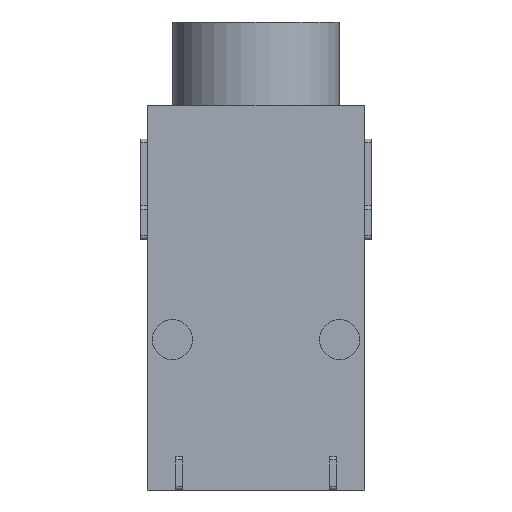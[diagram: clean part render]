
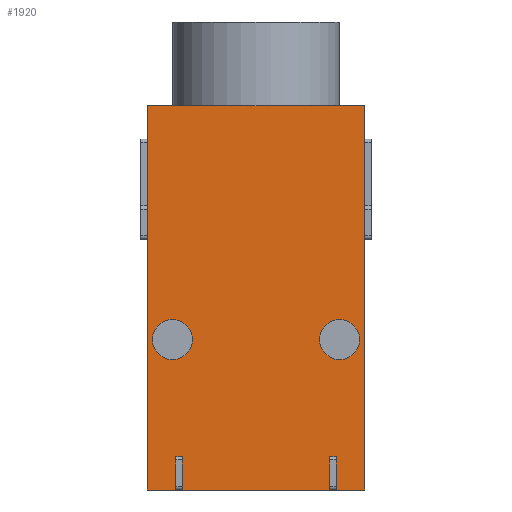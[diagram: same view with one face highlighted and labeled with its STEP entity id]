
A CAD part, front view. The second image highlights one B-rep face of the part: STEP entity #1920.
In plain terms, the highlighted planar face has unit normal (0, -1, 0).
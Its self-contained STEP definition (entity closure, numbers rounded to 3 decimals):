
#7 = AXIS2_PLACEMENT_3D ( 'NONE', #1413, #265, #1765 ) ;
#12 = CARTESIAN_POINT ( 'NONE',  ( 3.25, -5., -5.75 ) ) ;
#81 = CARTESIAN_POINT ( 'NONE',  ( 2.5, -5., -1.25 ) ) ;
#86 = VERTEX_POINT ( 'NONE', #1875 ) ;
#111 = CARTESIAN_POINT ( 'NONE',  ( 3.25, -5., 5.75 ) ) ;
#136 = ORIENTED_EDGE ( 'NONE', *, *, #2404, .T. ) ;
#155 = ORIENTED_EDGE ( 'NONE', *, *, #1305, .F. ) ;
#249 = LINE ( 'NONE', #2162, #2158 ) ;
#255 = DIRECTION ( 'NONE',  ( 0., 1., 0. ) ) ;
#265 = DIRECTION ( 'NONE',  ( 0., 1., 0. ) ) ;
#318 = CARTESIAN_POINT ( 'NONE',  ( 3.25, -5., -5.75 ) ) ;
#399 = VERTEX_POINT ( 'NONE', #2336 ) ;
#458 = DIRECTION ( 'NONE',  ( 0., 0., 1. ) ) ;
#461 = ORIENTED_EDGE ( 'NONE', *, *, #1296, .T. ) ;
#506 = PLANE ( 'NONE',  #1338 ) ;
#525 = DIRECTION ( 'NONE',  ( 1., 0., 0. ) ) ;
#562 = ORIENTED_EDGE ( 'NONE', *, *, #1342, .F. ) ;
#573 = VECTOR ( 'NONE', #525, 1000. ) ;
#576 = VECTOR ( 'NONE', #704, 1000. ) ;
#586 = LINE ( 'NONE', #12, #812 ) ;
#696 = CARTESIAN_POINT ( 'NONE',  ( -2.5, -5., -1.25 ) ) ;
#704 = DIRECTION ( 'NONE',  ( 0., 0., 1. ) ) ;
#715 = VERTEX_POINT ( 'NONE', #1260 ) ;
#812 = VECTOR ( 'NONE', #1116, 1000. ) ;
#815 = CARTESIAN_POINT ( 'NONE',  ( -2.5, -5., -1.25 ) ) ;
#819 = DIRECTION ( 'NONE',  ( 1., 0., 0. ) ) ;
#832 = CIRCLE ( 'NONE', #2187, 0.6 ) ;
#854 = EDGE_CURVE ( 'NONE', #399, #864, #249, .T. ) ;
#864 = VERTEX_POINT ( 'NONE', #998 ) ;
#896 = EDGE_CURVE ( 'NONE', #715, #1642, #2281, .T. ) ;
#904 = DIRECTION ( 'NONE',  ( 0., 0., -1. ) ) ;
#917 = VERTEX_POINT ( 'NONE', #974 ) ;
#938 = FACE_BOUND ( 'NONE', #1261, .T. ) ;
#971 = EDGE_CURVE ( 'NONE', #864, #1273, #1106, .T. ) ;
#974 = CARTESIAN_POINT ( 'NONE',  ( -2.5, -5., -0.65 ) ) ;
#998 = CARTESIAN_POINT ( 'NONE',  ( 0., -5., 5.75 ) ) ;
#1050 = EDGE_LOOP ( 'NONE', ( #136, #1460 ) ) ;
#1106 = LINE ( 'NONE', #111, #573 ) ;
#1116 = DIRECTION ( 'NONE',  ( -1., 0., 0. ) ) ;
#1185 = EDGE_CURVE ( 'NONE', #1524, #86, #586, .T. ) ;
#1260 = CARTESIAN_POINT ( 'NONE',  ( 2.5, -5., -1.85 ) ) ;
#1261 = EDGE_LOOP ( 'NONE', ( #1582, #461 ) ) ;
#1273 = VERTEX_POINT ( 'NONE', #1790 ) ;
#1287 = AXIS2_PLACEMENT_3D ( 'NONE', #81, #2114, #458 ) ;
#1296 = EDGE_CURVE ( 'NONE', #1430, #917, #2400, .T. ) ;
#1305 = EDGE_CURVE ( 'NONE', #1273, #1524, #2017, .T. ) ;
#1315 = CARTESIAN_POINT ( 'NONE',  ( -2.5, -5., -1.85 ) ) ;
#1338 = AXIS2_PLACEMENT_3D ( 'NONE', #2218, #1480, #904 ) ;
#1342 = EDGE_CURVE ( 'NONE', #86, #399, #1639, .T. ) ;
#1353 = CARTESIAN_POINT ( 'NONE',  ( 3.25, -5., -5.75 ) ) ;
#1406 = DIRECTION ( 'NONE',  ( 0., 1., 0. ) ) ;
#1413 = CARTESIAN_POINT ( 'NONE',  ( 2.5, -5., -1.25 ) ) ;
#1430 = VERTEX_POINT ( 'NONE', #1315 ) ;
#1458 = FACE_OUTER_BOUND ( 'NONE', #2056, .T. ) ;
#1460 = ORIENTED_EDGE ( 'NONE', *, *, #896, .T. ) ;
#1480 = DIRECTION ( 'NONE',  ( 0., -1., 0. ) ) ;
#1524 = VERTEX_POINT ( 'NONE', #1353 ) ;
#1582 = ORIENTED_EDGE ( 'NONE', *, *, #2438, .T. ) ;
#1594 = DIRECTION ( 'NONE',  ( 0., 0., 1. ) ) ;
#1597 = VECTOR ( 'NONE', #1818, 1000. ) ;
#1639 = LINE ( 'NONE', #2228, #576 ) ;
#1642 = VERTEX_POINT ( 'NONE', #2170 ) ;
#1760 = AXIS2_PLACEMENT_3D ( 'NONE', #696, #1406, #1594 ) ;
#1765 = DIRECTION ( 'NONE',  ( 0., 0., 1. ) ) ;
#1790 = CARTESIAN_POINT ( 'NONE',  ( 3.25, -5., 5.75 ) ) ;
#1818 = DIRECTION ( 'NONE',  ( 0., 0., -1. ) ) ;
#1875 = CARTESIAN_POINT ( 'NONE',  ( -3.25, -5., -5.75 ) ) ;
#1920 = ADVANCED_FACE ( 'NONE', ( #1458, #2037, #938 ), #506, .T. ) ;
#1988 = ORIENTED_EDGE ( 'NONE', *, *, #971, .F. ) ;
#2017 = LINE ( 'NONE', #318, #1597 ) ;
#2037 = FACE_BOUND ( 'NONE', #1050, .T. ) ;
#2056 = EDGE_LOOP ( 'NONE', ( #1988, #2379, #562, #2209, #155 ) ) ;
#2114 = DIRECTION ( 'NONE',  ( 0., 1., 0. ) ) ;
#2158 = VECTOR ( 'NONE', #819, 1000. ) ;
#2162 = CARTESIAN_POINT ( 'NONE',  ( 3.25, -5., 5.75 ) ) ;
#2170 = CARTESIAN_POINT ( 'NONE',  ( 2.5, -5., -0.65 ) ) ;
#2187 = AXIS2_PLACEMENT_3D ( 'NONE', #815, #255, #2370 ) ;
#2209 = ORIENTED_EDGE ( 'NONE', *, *, #1185, .F. ) ;
#2218 = CARTESIAN_POINT ( 'NONE',  ( 0., -5., 0. ) ) ;
#2228 = CARTESIAN_POINT ( 'NONE',  ( -3.25, -5., -5.75 ) ) ;
#2281 = CIRCLE ( 'NONE', #1287, 0.6 ) ;
#2308 = CIRCLE ( 'NONE', #7, 0.6 ) ;
#2336 = CARTESIAN_POINT ( 'NONE',  ( -3.25, -5., 5.75 ) ) ;
#2370 = DIRECTION ( 'NONE',  ( 0., 0., 1. ) ) ;
#2379 = ORIENTED_EDGE ( 'NONE', *, *, #854, .F. ) ;
#2400 = CIRCLE ( 'NONE', #1760, 0.6 ) ;
#2404 = EDGE_CURVE ( 'NONE', #1642, #715, #2308, .T. ) ;
#2438 = EDGE_CURVE ( 'NONE', #917, #1430, #832, .T. ) ;
